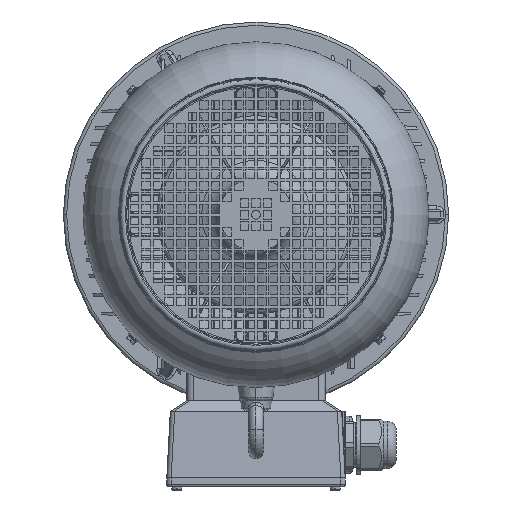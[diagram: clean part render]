
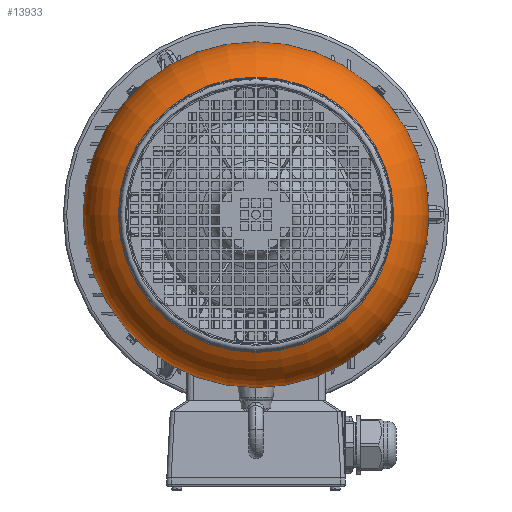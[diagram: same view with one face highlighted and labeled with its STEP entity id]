
A CAD part, left-side view. The second image highlights one B-rep face of the part: STEP entity #13933.
In plain terms, the highlighted toroidal (fillet/blend) face has major radius 97.5 mm and minor radius 59.5 mm.
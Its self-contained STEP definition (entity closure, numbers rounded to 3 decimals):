
#701=TOROIDAL_SURFACE('',#83415,97.5,59.5);
#6184=CIRCLE('',#83412,125.049);
#6185=CIRCLE('',#83414,157.);
#13933=ADVANCED_FACE('',(#18736,#18737),#701,.T.);
#18736=FACE_BOUND('',#22930,.T.);
#18737=FACE_BOUND('',#22931,.T.);
#22930=EDGE_LOOP('',(#54357));
#22931=EDGE_LOOP('',(#54358));
#54357=ORIENTED_EDGE('',*,*,#75788,.F.);
#54358=ORIENTED_EDGE('',*,*,#75787,.T.);
#66039=VERTEX_POINT('',#129973);
#66040=VERTEX_POINT('',#129976);
#75787=EDGE_CURVE('',#66039,#66039,#6184,.T.);
#75788=EDGE_CURVE('',#66040,#66040,#6185,.T.);
#83412=AXIS2_PLACEMENT_3D('',#129972,#99567,#99568);
#83414=AXIS2_PLACEMENT_3D('',#129975,#99571,#99572);
#83415=AXIS2_PLACEMENT_3D('',#129977,#99573,#99574);
#99567=DIRECTION('',(1.,0.,0.));
#99568=DIRECTION('',(0.,0.,1.));
#99571=DIRECTION('',(1.,0.,0.));
#99572=DIRECTION('',(0.,0.,1.));
#99573=DIRECTION('',(1.,0.,0.));
#99574=DIRECTION('',(0.,0.,1.));
#129972=CARTESIAN_POINT('',(-125.738,166.457,-166.457));
#129973=CARTESIAN_POINT('',(-125.738,166.457,-41.409));
#129975=CARTESIAN_POINT('',(-73.,166.457,-166.457));
#129976=CARTESIAN_POINT('',(-73.,166.457,-9.457));
#129977=CARTESIAN_POINT('',(-73.,166.457,-166.457));
